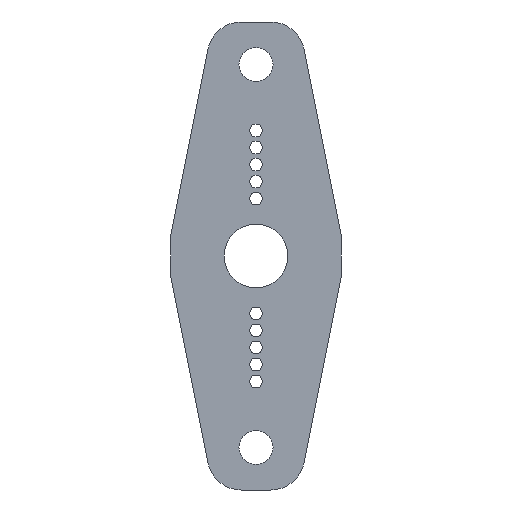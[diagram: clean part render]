
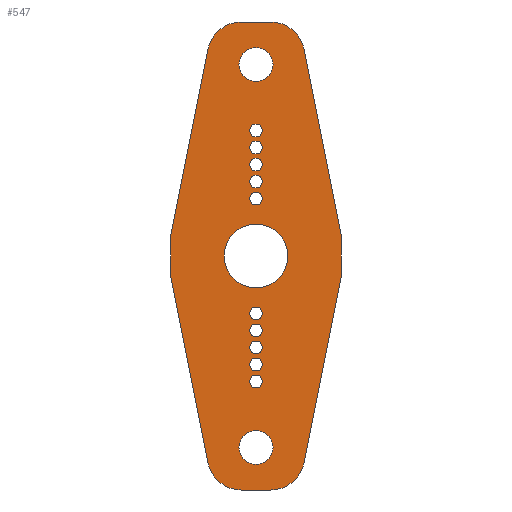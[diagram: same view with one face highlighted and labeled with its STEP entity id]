
A CAD part, front view. The second image highlights one B-rep face of the part: STEP entity #547.
In plain terms, the highlighted planar face has unit normal (0, -1, 0).
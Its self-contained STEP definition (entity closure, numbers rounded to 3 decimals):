
#28=FACE_BOUND('',#100,.T.);
#29=FACE_BOUND('',#101,.T.);
#30=FACE_BOUND('',#102,.T.);
#31=FACE_BOUND('',#103,.T.);
#32=FACE_BOUND('',#104,.T.);
#33=FACE_BOUND('',#105,.T.);
#34=FACE_BOUND('',#106,.T.);
#35=FACE_BOUND('',#107,.T.);
#36=FACE_BOUND('',#108,.T.);
#37=FACE_BOUND('',#109,.T.);
#38=FACE_BOUND('',#110,.T.);
#39=FACE_BOUND('',#111,.T.);
#40=FACE_BOUND('',#112,.T.);
#46=PLANE('',#614);
#59=FACE_OUTER_BOUND('',#99,.T.);
#99=EDGE_LOOP('',(#425,#426,#427,#428,#429,#430,#431,#432,#433,#434,#435,
#436));
#100=EDGE_LOOP('',(#437));
#101=EDGE_LOOP('',(#438));
#102=EDGE_LOOP('',(#439));
#103=EDGE_LOOP('',(#440));
#104=EDGE_LOOP('',(#441));
#105=EDGE_LOOP('',(#442));
#106=EDGE_LOOP('',(#443));
#107=EDGE_LOOP('',(#444));
#108=EDGE_LOOP('',(#445));
#109=EDGE_LOOP('',(#446));
#110=EDGE_LOOP('',(#447));
#111=EDGE_LOOP('',(#448));
#112=EDGE_LOOP('',(#449));
#141=LINE('',#872,#182);
#147=LINE('',#887,#188);
#148=LINE('',#890,#189);
#150=LINE('',#893,#191);
#151=LINE('',#896,#192);
#152=LINE('',#898,#193);
#153=LINE('',#900,#194);
#154=LINE('',#903,#195);
#182=VECTOR('',#701,10.);
#188=VECTOR('',#717,10.);
#189=VECTOR('',#720,10.);
#191=VECTOR('',#724,10.);
#192=VECTOR('',#727,10.);
#193=VECTOR('',#728,10.);
#194=VECTOR('',#729,10.);
#195=VECTOR('',#732,10.);
#214=CIRCLE('',#588,4.);
#231=CIRCLE('',#608,4.);
#232=CIRCLE('',#610,4.);
#233=CIRCLE('',#615,4.);
#234=CIRCLE('',#616,0.75);
#235=CIRCLE('',#617,0.75);
#236=CIRCLE('',#618,0.75);
#237=CIRCLE('',#619,0.75);
#238=CIRCLE('',#620,0.75);
#239=CIRCLE('',#621,0.75);
#240=CIRCLE('',#622,0.75);
#241=CIRCLE('',#623,0.75);
#242=CIRCLE('',#624,0.75);
#243=CIRCLE('',#625,0.75);
#244=CIRCLE('',#626,2.);
#245=CIRCLE('',#627,2.);
#246=CIRCLE('',#628,3.75);
#249=VERTEX_POINT('',#817);
#250=VERTEX_POINT('',#819);
#274=VERTEX_POINT('',#871);
#275=VERTEX_POINT('',#875);
#276=VERTEX_POINT('',#879);
#277=VERTEX_POINT('',#881);
#278=VERTEX_POINT('',#885);
#279=VERTEX_POINT('',#889);
#280=VERTEX_POINT('',#895);
#281=VERTEX_POINT('',#897);
#282=VERTEX_POINT('',#899);
#283=VERTEX_POINT('',#901);
#284=VERTEX_POINT('',#904);
#285=VERTEX_POINT('',#906);
#286=VERTEX_POINT('',#908);
#287=VERTEX_POINT('',#910);
#288=VERTEX_POINT('',#912);
#289=VERTEX_POINT('',#914);
#290=VERTEX_POINT('',#916);
#291=VERTEX_POINT('',#918);
#292=VERTEX_POINT('',#920);
#293=VERTEX_POINT('',#922);
#294=VERTEX_POINT('',#924);
#295=VERTEX_POINT('',#926);
#296=VERTEX_POINT('',#928);
#299=EDGE_CURVE('',#249,#250,#214,.T.);
#325=EDGE_CURVE('',#274,#250,#141,.T.);
#327=EDGE_CURVE('',#274,#275,#231,.T.);
#330=EDGE_CURVE('',#276,#277,#232,.T.);
#333=EDGE_CURVE('',#278,#276,#147,.T.);
#334=EDGE_CURVE('',#275,#279,#148,.T.);
#336=EDGE_CURVE('',#278,#279,#150,.T.);
#337=EDGE_CURVE('',#280,#249,#151,.T.);
#338=EDGE_CURVE('',#280,#281,#152,.T.);
#339=EDGE_CURVE('',#282,#281,#153,.T.);
#340=EDGE_CURVE('',#283,#282,#233,.T.);
#341=EDGE_CURVE('',#283,#277,#154,.T.);
#342=EDGE_CURVE('',#284,#284,#234,.T.);
#343=EDGE_CURVE('',#285,#285,#235,.T.);
#344=EDGE_CURVE('',#286,#286,#236,.T.);
#345=EDGE_CURVE('',#287,#287,#237,.T.);
#346=EDGE_CURVE('',#288,#288,#238,.T.);
#347=EDGE_CURVE('',#289,#289,#239,.T.);
#348=EDGE_CURVE('',#290,#290,#240,.T.);
#349=EDGE_CURVE('',#291,#291,#241,.T.);
#350=EDGE_CURVE('',#292,#292,#242,.T.);
#351=EDGE_CURVE('',#293,#293,#243,.T.);
#352=EDGE_CURVE('',#294,#294,#244,.T.);
#353=EDGE_CURVE('',#295,#295,#245,.T.);
#354=EDGE_CURVE('',#296,#296,#246,.T.);
#425=ORIENTED_EDGE('',*,*,#299,.F.);
#426=ORIENTED_EDGE('',*,*,#337,.F.);
#427=ORIENTED_EDGE('',*,*,#338,.T.);
#428=ORIENTED_EDGE('',*,*,#339,.F.);
#429=ORIENTED_EDGE('',*,*,#340,.F.);
#430=ORIENTED_EDGE('',*,*,#341,.T.);
#431=ORIENTED_EDGE('',*,*,#330,.F.);
#432=ORIENTED_EDGE('',*,*,#333,.F.);
#433=ORIENTED_EDGE('',*,*,#336,.T.);
#434=ORIENTED_EDGE('',*,*,#334,.F.);
#435=ORIENTED_EDGE('',*,*,#327,.F.);
#436=ORIENTED_EDGE('',*,*,#325,.T.);
#437=ORIENTED_EDGE('',*,*,#342,.T.);
#438=ORIENTED_EDGE('',*,*,#343,.T.);
#439=ORIENTED_EDGE('',*,*,#344,.T.);
#440=ORIENTED_EDGE('',*,*,#345,.T.);
#441=ORIENTED_EDGE('',*,*,#346,.T.);
#442=ORIENTED_EDGE('',*,*,#347,.T.);
#443=ORIENTED_EDGE('',*,*,#348,.T.);
#444=ORIENTED_EDGE('',*,*,#349,.T.);
#445=ORIENTED_EDGE('',*,*,#350,.T.);
#446=ORIENTED_EDGE('',*,*,#351,.T.);
#447=ORIENTED_EDGE('',*,*,#352,.T.);
#448=ORIENTED_EDGE('',*,*,#353,.T.);
#449=ORIENTED_EDGE('',*,*,#354,.T.);
#547=ADVANCED_FACE('',(#59,#28,#29,#30,#31,#32,#33,#34,#35,#36,#37,#38,
#39,#40),#46,.F.);
#588=AXIS2_PLACEMENT_3D('',#820,#654,#655);
#608=AXIS2_PLACEMENT_3D('',#876,#705,#706);
#610=AXIS2_PLACEMENT_3D('',#882,#711,#712);
#614=AXIS2_PLACEMENT_3D('',#894,#725,#726);
#615=AXIS2_PLACEMENT_3D('',#902,#730,#731);
#616=AXIS2_PLACEMENT_3D('',#905,#733,#734);
#617=AXIS2_PLACEMENT_3D('',#907,#735,#736);
#618=AXIS2_PLACEMENT_3D('',#909,#737,#738);
#619=AXIS2_PLACEMENT_3D('',#911,#739,#740);
#620=AXIS2_PLACEMENT_3D('',#913,#741,#742);
#621=AXIS2_PLACEMENT_3D('',#915,#743,#744);
#622=AXIS2_PLACEMENT_3D('',#917,#745,#746);
#623=AXIS2_PLACEMENT_3D('',#919,#747,#748);
#624=AXIS2_PLACEMENT_3D('',#921,#749,#750);
#625=AXIS2_PLACEMENT_3D('',#923,#751,#752);
#626=AXIS2_PLACEMENT_3D('',#925,#753,#754);
#627=AXIS2_PLACEMENT_3D('',#927,#755,#756);
#628=AXIS2_PLACEMENT_3D('',#929,#757,#758);
#654=DIRECTION('center_axis',(0.,1.,0.));
#655=DIRECTION('ref_axis',(0.634,0.,-0.773));
#701=DIRECTION('',(1.,0.,0.));
#705=DIRECTION('center_axis',(0.,1.,0.));
#706=DIRECTION('ref_axis',(-0.634,0.,-0.773));
#711=DIRECTION('center_axis',(0.,1.,0.));
#712=DIRECTION('ref_axis',(-0.634,0.,0.773));
#717=DIRECTION('',(0.196,0.,0.981));
#720=DIRECTION('',(-0.196,0.,0.981));
#724=DIRECTION('',(0.,0.,-1.));
#725=DIRECTION('center_axis',(0.,1.,0.));
#726=DIRECTION('ref_axis',(0.,0.,1.));
#727=DIRECTION('',(-0.196,0.,-0.981));
#728=DIRECTION('',(0.,0.,1.));
#729=DIRECTION('',(0.196,0.,-0.981));
#730=DIRECTION('center_axis',(0.,1.,0.));
#731=DIRECTION('ref_axis',(0.634,0.,0.773));
#732=DIRECTION('',(-1.,0.,0.));
#733=DIRECTION('center_axis',(0.,1.,0.));
#734=DIRECTION('ref_axis',(1.,0.,0.));
#735=DIRECTION('center_axis',(0.,1.,0.));
#736=DIRECTION('ref_axis',(1.,0.,0.));
#737=DIRECTION('center_axis',(0.,1.,0.));
#738=DIRECTION('ref_axis',(1.,0.,0.));
#739=DIRECTION('center_axis',(0.,1.,0.));
#740=DIRECTION('ref_axis',(1.,0.,0.));
#741=DIRECTION('center_axis',(0.,1.,0.));
#742=DIRECTION('ref_axis',(1.,0.,0.));
#743=DIRECTION('center_axis',(0.,1.,0.));
#744=DIRECTION('ref_axis',(1.,0.,0.));
#745=DIRECTION('center_axis',(0.,1.,0.));
#746=DIRECTION('ref_axis',(1.,0.,0.));
#747=DIRECTION('center_axis',(0.,1.,0.));
#748=DIRECTION('ref_axis',(1.,0.,0.));
#749=DIRECTION('center_axis',(0.,1.,0.));
#750=DIRECTION('ref_axis',(1.,0.,0.));
#751=DIRECTION('center_axis',(0.,1.,0.));
#752=DIRECTION('ref_axis',(1.,0.,0.));
#753=DIRECTION('center_axis',(0.,1.,0.));
#754=DIRECTION('ref_axis',(1.,0.,0.));
#755=DIRECTION('center_axis',(0.,1.,0.));
#756=DIRECTION('ref_axis',(1.,0.,0.));
#757=DIRECTION('center_axis',(0.,1.,0.));
#758=DIRECTION('ref_axis',(1.,0.,0.));
#817=CARTESIAN_POINT('',(5.643,0.,-24.284));
#819=CARTESIAN_POINT('',(1.721,0.,-27.5));
#820=CARTESIAN_POINT('Origin',(1.721,0.,-23.5));
#871=CARTESIAN_POINT('',(-1.721,0.,-27.5));
#872=CARTESIAN_POINT('',(-10.,0.,-27.5));
#875=CARTESIAN_POINT('',(-5.643,0.,-24.284));
#876=CARTESIAN_POINT('Origin',(-1.721,0.,-23.5));
#879=CARTESIAN_POINT('',(-5.643,0.,24.284));
#881=CARTESIAN_POINT('',(-1.721,0.,27.5));
#882=CARTESIAN_POINT('Origin',(-1.721,0.,23.5));
#885=CARTESIAN_POINT('',(-10.,0.,2.5));
#887=CARTESIAN_POINT('',(-8.798,0.,8.51));
#889=CARTESIAN_POINT('',(-10.,0.,-2.5));
#890=CARTESIAN_POINT('',(-8.798,0.,-8.51));
#893=CARTESIAN_POINT('',(-10.,0.,27.5));
#894=CARTESIAN_POINT('Origin',(0.,0.,0.));
#895=CARTESIAN_POINT('',(10.,0.,-2.5));
#896=CARTESIAN_POINT('',(8.798,0.,-8.51));
#897=CARTESIAN_POINT('',(10.,0.,2.5));
#898=CARTESIAN_POINT('',(10.,0.,-27.5));
#899=CARTESIAN_POINT('',(5.643,0.,24.284));
#900=CARTESIAN_POINT('',(8.798,0.,8.51));
#901=CARTESIAN_POINT('',(1.721,0.,27.5));
#902=CARTESIAN_POINT('Origin',(1.721,0.,23.5));
#903=CARTESIAN_POINT('',(10.,0.,27.5));
#904=CARTESIAN_POINT('',(-0.75,0.,14.75));
#905=CARTESIAN_POINT('Origin',(0.,0.,14.75));
#906=CARTESIAN_POINT('',(-0.75,0.,12.75));
#907=CARTESIAN_POINT('Origin',(0.,0.,12.75));
#908=CARTESIAN_POINT('',(-0.75,0.,10.75));
#909=CARTESIAN_POINT('Origin',(0.,0.,10.75));
#910=CARTESIAN_POINT('',(-0.75,0.,8.75));
#911=CARTESIAN_POINT('Origin',(0.,0.,8.75));
#912=CARTESIAN_POINT('',(-0.75,0.,6.75));
#913=CARTESIAN_POINT('Origin',(0.,0.,6.75));
#914=CARTESIAN_POINT('',(-0.75,0.,-6.75));
#915=CARTESIAN_POINT('Origin',(0.,0.,-6.75));
#916=CARTESIAN_POINT('',(-0.75,0.,-8.75));
#917=CARTESIAN_POINT('Origin',(0.,0.,-8.75));
#918=CARTESIAN_POINT('',(-0.75,0.,-10.75));
#919=CARTESIAN_POINT('Origin',(0.,0.,-10.75));
#920=CARTESIAN_POINT('',(-0.75,0.,-12.75));
#921=CARTESIAN_POINT('Origin',(0.,0.,-12.75));
#922=CARTESIAN_POINT('',(-0.75,0.,-14.75));
#923=CARTESIAN_POINT('Origin',(0.,0.,-14.75));
#924=CARTESIAN_POINT('',(-2.,0.,22.5));
#925=CARTESIAN_POINT('Origin',(0.,0.,22.5));
#926=CARTESIAN_POINT('',(-2.,0.,-22.5));
#927=CARTESIAN_POINT('Origin',(0.,0.,-22.5));
#928=CARTESIAN_POINT('',(-3.75,0.,0.));
#929=CARTESIAN_POINT('Origin',(0.,0.,0.));
